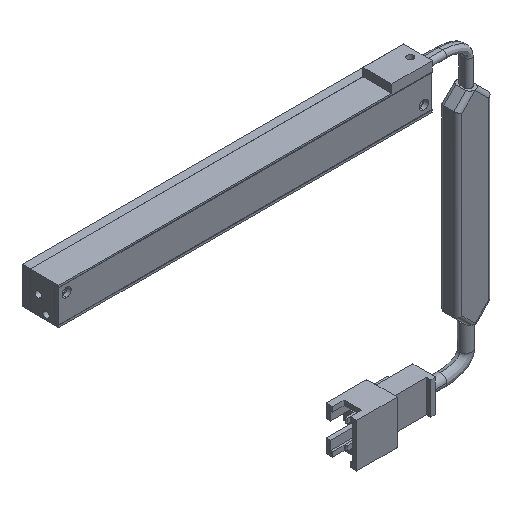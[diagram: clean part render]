
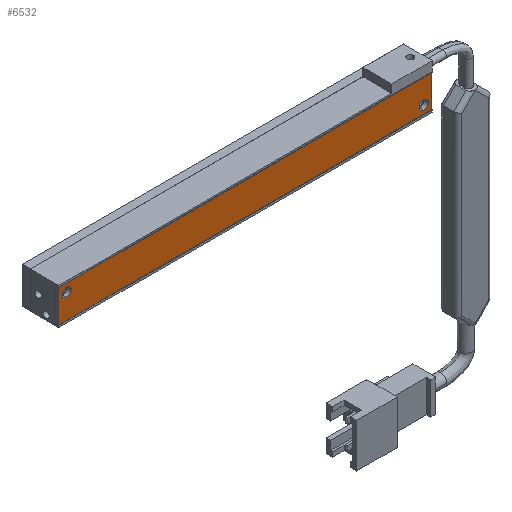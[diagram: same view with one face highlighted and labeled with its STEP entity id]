
A CAD part, isometric view. The second image highlights one B-rep face of the part: STEP entity #6532.
In plain terms, the highlighted planar face has unit normal (0, -1, 0).
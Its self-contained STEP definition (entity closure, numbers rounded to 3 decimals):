
#149 = DIRECTION ( 'NONE',  ( 0., 0., 1. ) ) ;
#521 = VERTEX_POINT ( 'NONE', #6559 ) ;
#531 = DIRECTION ( 'NONE',  ( 0., 1., 0. ) ) ;
#603 = AXIS2_PLACEMENT_3D ( 'NONE', #1539, #5439, #4202 ) ;
#617 = EDGE_CURVE ( 'NONE', #521, #6395, #8081, .T. ) ;
#656 = ORIENTED_EDGE ( 'NONE', *, *, #7974, .T. ) ;
#747 = AXIS2_PLACEMENT_3D ( 'NONE', #8062, #4718, #6541 ) ;
#762 = CARTESIAN_POINT ( 'NONE',  ( 2., 0., -2. ) ) ;
#1038 = VERTEX_POINT ( 'NONE', #1417 ) ;
#1230 = ORIENTED_EDGE ( 'NONE', *, *, #5473, .F. ) ;
#1417 = CARTESIAN_POINT ( 'NONE',  ( 2., 0., -3.1 ) ) ;
#1539 = CARTESIAN_POINT ( 'NONE',  ( 2., 0., -2. ) ) ;
#1551 = CARTESIAN_POINT ( 'NONE',  ( 90., 0., -6. ) ) ;
#1596 = AXIS2_PLACEMENT_3D ( 'NONE', #762, #8052, #149 ) ;
#1712 = LINE ( 'NONE', #2385, #6496 ) ;
#1741 = VERTEX_POINT ( 'NONE', #4119 ) ;
#1762 = CARTESIAN_POINT ( 'NONE',  ( 0., 0., -8. ) ) ;
#1783 = FACE_BOUND ( 'NONE', #3702, .T. ) ;
#1790 = EDGE_LOOP ( 'NONE', ( #6121, #1230, #6355, #2584 ) ) ;
#1852 = LINE ( 'NONE', #1762, #5290 ) ;
#1871 = AXIS2_PLACEMENT_3D ( 'NONE', #1551, #6868, #8268 ) ;
#1987 = EDGE_LOOP ( 'NONE', ( #5823, #3859 ) ) ;
#2385 = CARTESIAN_POINT ( 'NONE',  ( 0., 0., 0. ) ) ;
#2578 = EDGE_CURVE ( 'NONE', #3405, #4213, #1712, .T. ) ;
#2584 = ORIENTED_EDGE ( 'NONE', *, *, #2578, .F. ) ;
#3139 = VERTEX_POINT ( 'NONE', #5947 ) ;
#3203 = DIRECTION ( 'NONE',  ( 0., 0., -1. ) ) ;
#3206 = AXIS2_PLACEMENT_3D ( 'NONE', #8475, #531, #3203 ) ;
#3275 = CIRCLE ( 'NONE', #1596, 1.1 ) ;
#3405 = VERTEX_POINT ( 'NONE', #3619 ) ;
#3619 = CARTESIAN_POINT ( 'NONE',  ( 0., 0., 0. ) ) ;
#3702 = EDGE_LOOP ( 'NONE', ( #4768, #656 ) ) ;
#3731 = CARTESIAN_POINT ( 'NONE',  ( 92., 0., 0. ) ) ;
#3859 = ORIENTED_EDGE ( 'NONE', *, *, #6327, .T. ) ;
#3862 = DIRECTION ( 'NONE',  ( 0., 0., -1. ) ) ;
#3885 = DIRECTION ( 'NONE',  ( 0., 0., 1. ) ) ;
#3955 = VECTOR ( 'NONE', #3862, 1000. ) ;
#4119 = CARTESIAN_POINT ( 'NONE',  ( 92., 0., -8. ) ) ;
#4202 = DIRECTION ( 'NONE',  ( 0., 0., 1. ) ) ;
#4213 = VERTEX_POINT ( 'NONE', #3731 ) ;
#4443 = CARTESIAN_POINT ( 'NONE',  ( 90., 0., -7.1 ) ) ;
#4517 = LINE ( 'NONE', #7953, #3955 ) ;
#4718 = DIRECTION ( 'NONE',  ( 0., -1., 0. ) ) ;
#4768 = ORIENTED_EDGE ( 'NONE', *, *, #617, .T. ) ;
#4780 = CARTESIAN_POINT ( 'NONE',  ( 2., 0., -0.9 ) ) ;
#4967 = DIRECTION ( 'NONE',  ( 1., 0., 0. ) ) ;
#5272 = DIRECTION ( 'NONE',  ( -1., 0., 0. ) ) ;
#5290 = VECTOR ( 'NONE', #5272, 1000. ) ;
#5365 = CIRCLE ( 'NONE', #1871, 1.1 ) ;
#5439 = DIRECTION ( 'NONE',  ( 0., 1., 0. ) ) ;
#5473 = EDGE_CURVE ( 'NONE', #1741, #3139, #1852, .T. ) ;
#5807 = FACE_OUTER_BOUND ( 'NONE', #1790, .T. ) ;
#5823 = ORIENTED_EDGE ( 'NONE', *, *, #6884, .T. ) ;
#5947 = CARTESIAN_POINT ( 'NONE',  ( 0., 0., -8. ) ) ;
#6071 = EDGE_CURVE ( 'NONE', #4213, #1741, #4517, .T. ) ;
#6121 = ORIENTED_EDGE ( 'NONE', *, *, #7770, .F. ) ;
#6218 = PLANE ( 'NONE',  #747 ) ;
#6327 = EDGE_CURVE ( 'NONE', #1038, #6347, #7000, .T. ) ;
#6347 = VERTEX_POINT ( 'NONE', #4780 ) ;
#6355 = ORIENTED_EDGE ( 'NONE', *, *, #6071, .F. ) ;
#6395 = VERTEX_POINT ( 'NONE', #4443 ) ;
#6457 = FACE_BOUND ( 'NONE', #1987, .T. ) ;
#6460 = LINE ( 'NONE', #6504, #6746 ) ;
#6496 = VECTOR ( 'NONE', #4967, 1000. ) ;
#6504 = CARTESIAN_POINT ( 'NONE',  ( 0., 0., 0. ) ) ;
#6532 = ADVANCED_FACE ( 'NONE', ( #1783, #6457, #5807 ), #6218, .T. ) ;
#6541 = DIRECTION ( 'NONE',  ( 0., 0., -1. ) ) ;
#6559 = CARTESIAN_POINT ( 'NONE',  ( 90., 0., -4.9 ) ) ;
#6746 = VECTOR ( 'NONE', #3885, 1000. ) ;
#6868 = DIRECTION ( 'NONE',  ( 0., 1., 0. ) ) ;
#6884 = EDGE_CURVE ( 'NONE', #6347, #1038, #3275, .T. ) ;
#7000 = CIRCLE ( 'NONE', #603, 1.1 ) ;
#7770 = EDGE_CURVE ( 'NONE', #3139, #3405, #6460, .T. ) ;
#7953 = CARTESIAN_POINT ( 'NONE',  ( 92., 0., 0. ) ) ;
#7974 = EDGE_CURVE ( 'NONE', #6395, #521, #5365, .T. ) ;
#8052 = DIRECTION ( 'NONE',  ( 0., 1., 0. ) ) ;
#8062 = CARTESIAN_POINT ( 'NONE',  ( 0., 0., 0. ) ) ;
#8081 = CIRCLE ( 'NONE', #3206, 1.1 ) ;
#8268 = DIRECTION ( 'NONE',  ( 0., 0., -1. ) ) ;
#8475 = CARTESIAN_POINT ( 'NONE',  ( 90., 0., -6. ) ) ;
